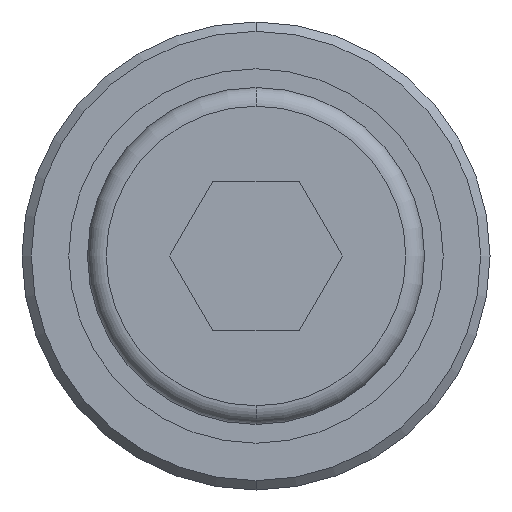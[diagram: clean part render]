
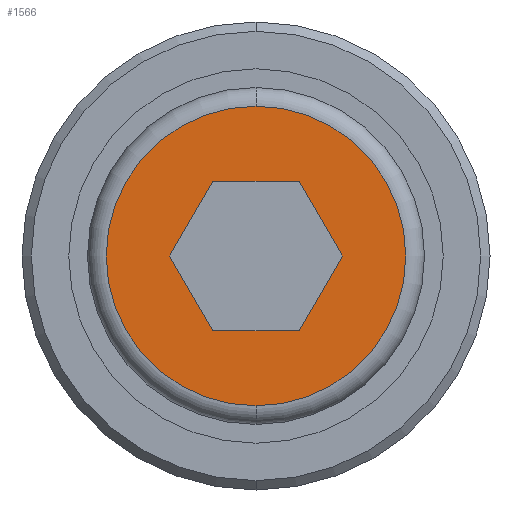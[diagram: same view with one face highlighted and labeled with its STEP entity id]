
A CAD part, front view. The second image highlights one B-rep face of the part: STEP entity #1566.
In plain terms, the highlighted face is planar.
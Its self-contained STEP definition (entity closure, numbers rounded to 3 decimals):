
#42 = FACE_OUTER_BOUND ( 'NONE', #145, .T. ) ;
#47 = VECTOR ( 'NONE', #953, 1000. ) ;
#64 = VERTEX_POINT ( 'NONE', #1299 ) ;
#75 = ORIENTED_EDGE ( 'NONE', *, *, #395, .F. ) ;
#101 = EDGE_CURVE ( 'NONE', #1542, #1865, #728, .T. ) ;
#145 = EDGE_LOOP ( 'NONE', ( #1039, #398 ) ) ;
#171 = VERTEX_POINT ( 'NONE', #1229 ) ;
#196 = CARTESIAN_POINT ( 'NONE',  ( -5., 4.619, 0. ) ) ;
#200 = LINE ( 'NONE', #1297, #597 ) ;
#258 = EDGE_CURVE ( 'NONE', #64, #1338, #1150, .T. ) ;
#280 = VERTEX_POINT ( 'NONE', #643 ) ;
#307 = CARTESIAN_POINT ( 'NONE',  ( -5., 0., 0. ) ) ;
#320 = VECTOR ( 'NONE', #473, 1000. ) ;
#346 = DIRECTION ( 'NONE',  ( 0., 0., 1. ) ) ;
#395 = EDGE_CURVE ( 'NONE', #1061, #280, #200, .T. ) ;
#398 = ORIENTED_EDGE ( 'NONE', *, *, #1852, .T. ) ;
#409 = ORIENTED_EDGE ( 'NONE', *, *, #1968, .F. ) ;
#452 = VECTOR ( 'NONE', #842, 1000. ) ;
#469 = ORIENTED_EDGE ( 'NONE', *, *, #101, .F. ) ;
#473 = DIRECTION ( 'NONE',  ( 0., 0.5, 0.866 ) ) ;
#495 = FACE_BOUND ( 'NONE', #1491, .T. ) ;
#502 = CARTESIAN_POINT ( 'NONE',  ( -5., -2.309, -4. ) ) ;
#597 = VECTOR ( 'NONE', #1954, 1000. ) ;
#609 = CARTESIAN_POINT ( 'NONE',  ( -5., 0., 0. ) ) ;
#643 = CARTESIAN_POINT ( 'NONE',  ( -5., -4.619, 0. ) ) ;
#652 = DIRECTION ( 'NONE',  ( -1., 0., 0. ) ) ;
#655 = VECTOR ( 'NONE', #1690, 1000. ) ;
#681 = CARTESIAN_POINT ( 'NONE',  ( -5., 0., 0. ) ) ;
#728 = LINE ( 'NONE', #910, #655 ) ;
#767 = ORIENTED_EDGE ( 'NONE', *, *, #1945, .F. ) ;
#818 = CARTESIAN_POINT ( 'NONE',  ( -5., -2.309, -4. ) ) ;
#831 = CARTESIAN_POINT ( 'NONE',  ( -5., 2.309, 4. ) ) ;
#842 = DIRECTION ( 'NONE',  ( 0., -1., 0. ) ) ;
#910 = CARTESIAN_POINT ( 'NONE',  ( -5., 4.619, 0. ) ) ;
#945 = DIRECTION ( 'NONE',  ( 0., -0.5, -0.866 ) ) ;
#953 = DIRECTION ( 'NONE',  ( 0., 1., 0. ) ) ;
#977 = ORIENTED_EDGE ( 'NONE', *, *, #1744, .F. ) ;
#1039 = ORIENTED_EDGE ( 'NONE', *, *, #258, .T. ) ;
#1061 = VERTEX_POINT ( 'NONE', #502 ) ;
#1083 = LINE ( 'NONE', #1745, #320 ) ;
#1094 = AXIS2_PLACEMENT_3D ( 'NONE', #681, #652, #346 ) ;
#1106 = DIRECTION ( 'NONE',  ( -1., 0., 0. ) ) ;
#1122 = LINE ( 'NONE', #818, #452 ) ;
#1142 = CIRCLE ( 'NONE', #1451, 8. ) ;
#1150 = CIRCLE ( 'NONE', #1911, 8. ) ;
#1193 = VERTEX_POINT ( 'NONE', #1972 ) ;
#1229 = CARTESIAN_POINT ( 'NONE',  ( -5., 2.309, -4. ) ) ;
#1234 = LINE ( 'NONE', #1578, #1899 ) ;
#1275 = DIRECTION ( 'NONE',  ( -1., 0., 0. ) ) ;
#1286 = LINE ( 'NONE', #1294, #47 ) ;
#1294 = CARTESIAN_POINT ( 'NONE',  ( -5., 2.309, 4. ) ) ;
#1297 = CARTESIAN_POINT ( 'NONE',  ( -5., -4.619, 0. ) ) ;
#1299 = CARTESIAN_POINT ( 'NONE',  ( -5., 0., 8. ) ) ;
#1338 = VERTEX_POINT ( 'NONE', #1688 ) ;
#1451 = AXIS2_PLACEMENT_3D ( 'NONE', #307, #1275, #1591 ) ;
#1491 = EDGE_LOOP ( 'NONE', ( #409, #977, #75, #767, #1721, #469 ) ) ;
#1542 = VERTEX_POINT ( 'NONE', #831 ) ;
#1566 = ADVANCED_FACE ( 'NONE', ( #42, #495 ), #1953, .T. ) ;
#1578 = CARTESIAN_POINT ( 'NONE',  ( -5., 2.309, -4. ) ) ;
#1591 = DIRECTION ( 'NONE',  ( 0., 0., 1. ) ) ;
#1688 = CARTESIAN_POINT ( 'NONE',  ( -5., 0., -8. ) ) ;
#1690 = DIRECTION ( 'NONE',  ( 0., 0.5, -0.866 ) ) ;
#1721 = ORIENTED_EDGE ( 'NONE', *, *, #1787, .F. ) ;
#1744 = EDGE_CURVE ( 'NONE', #280, #1193, #1083, .T. ) ;
#1745 = CARTESIAN_POINT ( 'NONE',  ( -5., -2.309, 4. ) ) ;
#1770 = DIRECTION ( 'NONE',  ( 0., 0., 1. ) ) ;
#1787 = EDGE_CURVE ( 'NONE', #1865, #171, #1234, .T. ) ;
#1852 = EDGE_CURVE ( 'NONE', #1338, #64, #1142, .T. ) ;
#1865 = VERTEX_POINT ( 'NONE', #196 ) ;
#1899 = VECTOR ( 'NONE', #945, 1000. ) ;
#1911 = AXIS2_PLACEMENT_3D ( 'NONE', #609, #1106, #1770 ) ;
#1945 = EDGE_CURVE ( 'NONE', #171, #1061, #1122, .T. ) ;
#1953 = PLANE ( 'NONE',  #1094 ) ;
#1954 = DIRECTION ( 'NONE',  ( 0., -0.5, 0.866 ) ) ;
#1968 = EDGE_CURVE ( 'NONE', #1193, #1542, #1286, .T. ) ;
#1972 = CARTESIAN_POINT ( 'NONE',  ( -5., -2.309, 4. ) ) ;
